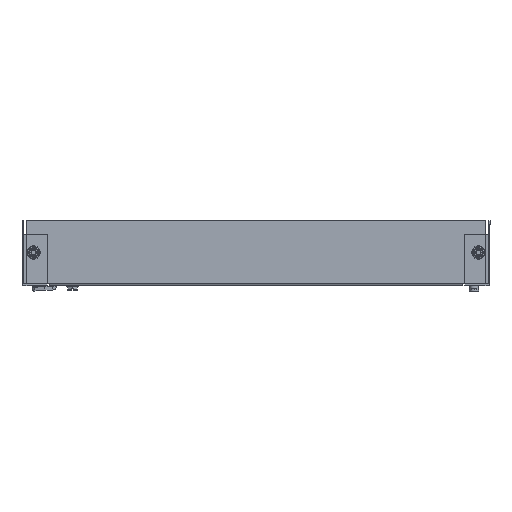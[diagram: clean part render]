
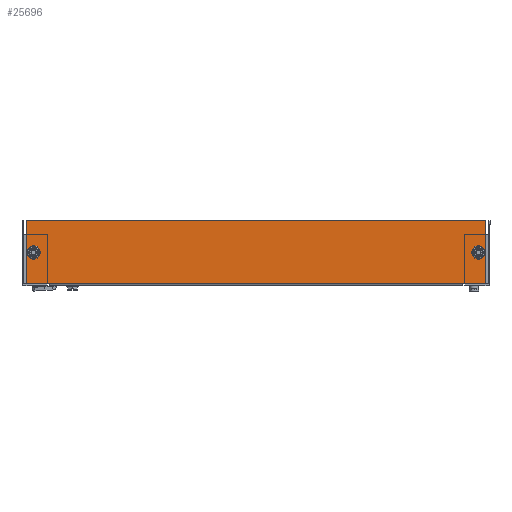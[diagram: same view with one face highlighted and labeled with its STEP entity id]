
A CAD part, front view. The second image highlights one B-rep face of the part: STEP entity #25696.
In plain terms, the highlighted face is planar.
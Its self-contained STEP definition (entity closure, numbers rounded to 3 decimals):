
#190 = ORIENTED_EDGE ( 'NONE', *, *, #6902, .F. ) ;
#191 = ORIENTED_EDGE ( 'NONE', *, *, #6903, .F. ) ;
#193 = ORIENTED_EDGE ( 'NONE', *, *, #6904, .F. ) ;
#194 = ORIENTED_EDGE ( 'NONE', *, *, #6905, .F. ) ;
#195 = ORIENTED_EDGE ( 'NONE', *, *, #6906, .F. ) ;
#196 = ORIENTED_EDGE ( 'NONE', *, *, #6907, .F. ) ;
#197 = ORIENTED_EDGE ( 'NONE', *, *, #6913, .F. ) ;
#198 = ORIENTED_EDGE ( 'NONE', *, *, #6911, .T. ) ;
#199 = ORIENTED_EDGE ( 'NONE', *, *, #6912, .F. ) ;
#200 = ORIENTED_EDGE ( 'NONE', *, *, #21969, .F. ) ;
#202 = ORIENTED_EDGE ( 'NONE', *, *, #6909, .F. ) ;
#203 = ORIENTED_EDGE ( 'NONE', *, *, #21972, .F. ) ;
#3191 = DIRECTION ( 'NONE',  ( 0., 0., 1. ) ) ;
#3196 = FACE_BOUND ( 'NONE', #23694, .T. ) ;
#3199 = CARTESIAN_POINT ( 'NONE',  ( -221., -33.75, 0. ) ) ;
#3200 = FACE_BOUND ( 'NONE', #23716, .T. ) ;
#3202 = FACE_OUTER_BOUND ( 'NONE', #23695, .T. ) ;
#3203 = PLANE ( 'NONE',  #13197 ) ;
#3205 = DIRECTION ( 'NONE',  ( 1., 0., 0. ) ) ;
#5905 = CARTESIAN_POINT ( 'NONE',  ( -221., 33.75, 0. ) ) ;
#5906 = CARTESIAN_POINT ( 'NONE',  ( -245., 33.75, 0. ) ) ;
#5907 = CARTESIAN_POINT ( 'NONE',  ( 245., 33.75, 0. ) ) ;
#6902 = EDGE_CURVE ( 'NONE', #20532, #27351, #9206, .T. ) ;
#6903 = EDGE_CURVE ( 'NONE', #27351, #27352, #9237, .T. ) ;
#6904 = EDGE_CURVE ( 'NONE', #27352, #20529, #9243, .T. ) ;
#6905 = EDGE_CURVE ( 'NONE', #20529, #20538, #9249, .T. ) ;
#6906 = EDGE_CURVE ( 'NONE', #20538, #27353, #9255, .T. ) ;
#6907 = EDGE_CURVE ( 'NONE', #27353, #20542, #9261, .T. ) ;
#6909 = EDGE_CURVE ( 'NONE', #20548, #20553, #15914, .T. ) ;
#6911 = EDGE_CURVE ( 'NONE', #20532, #20537, #9288, .T. ) ;
#6912 = EDGE_CURVE ( 'NONE', #20547, #20559, #15906, .T. ) ;
#6913 = EDGE_CURVE ( 'NONE', #20542, #20537, #9300, .T. ) ;
#9206 = LINE ( 'NONE', #9231, #15915 ) ;
#9231 = CARTESIAN_POINT ( 'NONE',  ( -221., 33.75, 0. ) ) ;
#9235 = DIRECTION ( 'NONE',  ( 0., 1., 0. ) ) ;
#9237 = LINE ( 'NONE', #9239, #15913 ) ;
#9239 = CARTESIAN_POINT ( 'NONE',  ( -221., 33.75, 0. ) ) ;
#9241 = DIRECTION ( 'NONE',  ( -1., 0., 0. ) ) ;
#9243 = LINE ( 'NONE', #9246, #15912 ) ;
#9246 = CARTESIAN_POINT ( 'NONE',  ( -245., 33.75, 0. ) ) ;
#9248 = DIRECTION ( 'NONE',  ( 0., -1., 0. ) ) ;
#9249 = LINE ( 'NONE', #9251, #15911 ) ;
#9251 = CARTESIAN_POINT ( 'NONE',  ( -221., -33.75, 0. ) ) ;
#9253 = DIRECTION ( 'NONE',  ( 1., 0., 0. ) ) ;
#9255 = LINE ( 'NONE', #9258, #15910 ) ;
#9258 = CARTESIAN_POINT ( 'NONE',  ( 245., 33.75, 0. ) ) ;
#9259 = DIRECTION ( 'NONE',  ( 0., 1., 0. ) ) ;
#9261 = LINE ( 'NONE', #9264, #15909 ) ;
#9264 = CARTESIAN_POINT ( 'NONE',  ( 221., 33.75, 0. ) ) ;
#9266 = DIRECTION ( 'NONE',  ( -1., 0., 0. ) ) ;
#9280 = CARTESIAN_POINT ( 'NONE',  ( 237.5, 0.25, 0. ) ) ;
#9282 = DIRECTION ( 'NONE',  ( 0., 0., -1. ) ) ;
#9284 = DIRECTION ( 'NONE',  ( 1., 0., 0. ) ) ;
#9288 = LINE ( 'NONE', #9292, #15904 ) ;
#9290 = CARTESIAN_POINT ( 'NONE',  ( 221., 33.75, 0. ) ) ;
#9292 = CARTESIAN_POINT ( 'NONE',  ( -221., 33.65, 0. ) ) ;
#9294 = DIRECTION ( 'NONE',  ( 1., 0., 0. ) ) ;
#9300 = LINE ( 'NONE', #9290, #15903 ) ;
#9302 = CARTESIAN_POINT ( 'NONE',  ( -237.5, 0.25, 0. ) ) ;
#9304 = DIRECTION ( 'NONE',  ( 0., 0., -1. ) ) ;
#9306 = DIRECTION ( 'NONE',  ( 1., 0., 0. ) ) ;
#9309 = DIRECTION ( 'NONE',  ( 0., -1., 0. ) ) ;
#10083 = CARTESIAN_POINT ( 'NONE',  ( -237.5, 0.25, 0. ) ) ;
#10084 = DIRECTION ( 'NONE',  ( 0., 0., -1. ) ) ;
#10085 = DIRECTION ( 'NONE',  ( 1., 0., 0. ) ) ;
#10092 = CARTESIAN_POINT ( 'NONE',  ( 237.5, 0.25, 0. ) ) ;
#10093 = DIRECTION ( 'NONE',  ( 0., 0., -1. ) ) ;
#10094 = DIRECTION ( 'NONE',  ( 1., 0., 0. ) ) ;
#11287 = CARTESIAN_POINT ( 'NONE',  ( -245., -33.75, 0. ) ) ;
#11288 = CARTESIAN_POINT ( 'NONE',  ( 221., 33.65, 0. ) ) ;
#11305 = CARTESIAN_POINT ( 'NONE',  ( -221., 33.65, 0. ) ) ;
#11308 = CARTESIAN_POINT ( 'NONE',  ( 245., -33.75, 0. ) ) ;
#11311 = CARTESIAN_POINT ( 'NONE',  ( 221., 33.75, 0. ) ) ;
#11315 = CARTESIAN_POINT ( 'NONE',  ( -242., 0.25, 0. ) ) ;
#11316 = CARTESIAN_POINT ( 'NONE',  ( 233., 0.25, 0. ) ) ;
#11321 = CARTESIAN_POINT ( 'NONE',  ( 242., 0.25, 0. ) ) ;
#11327 = CARTESIAN_POINT ( 'NONE',  ( -233., 0.25, 0. ) ) ;
#13197 = AXIS2_PLACEMENT_3D ( 'NONE', #3199, #3191, #3205 ) ;
#15901 = AXIS2_PLACEMENT_3D ( 'NONE', #9302, #9304, #9306 ) ;
#15903 = VECTOR ( 'NONE', #9309, 1000. ) ;
#15904 = VECTOR ( 'NONE', #9294, 1000. ) ;
#15905 = AXIS2_PLACEMENT_3D ( 'NONE', #9280, #9282, #9284 ) ;
#15906 = CIRCLE ( 'NONE', #15901, 4.5 ) ;
#15909 = VECTOR ( 'NONE', #9266, 1000. ) ;
#15910 = VECTOR ( 'NONE', #9259, 1000. ) ;
#15911 = VECTOR ( 'NONE', #9253, 1000. ) ;
#15912 = VECTOR ( 'NONE', #9248, 1000. ) ;
#15913 = VECTOR ( 'NONE', #9241, 1000. ) ;
#15914 = CIRCLE ( 'NONE', #15905, 4.5 ) ;
#15915 = VECTOR ( 'NONE', #9235, 1000. ) ;
#17826 = AXIS2_PLACEMENT_3D ( 'NONE', #10092, #10093, #10094 ) ;
#17831 = AXIS2_PLACEMENT_3D ( 'NONE', #10083, #10084, #10085 ) ;
#17833 = CIRCLE ( 'NONE', #17831, 4.5 ) ;
#17836 = CIRCLE ( 'NONE', #17826, 4.5 ) ;
#20529 = VERTEX_POINT ( 'NONE', #11287 ) ;
#20532 = VERTEX_POINT ( 'NONE', #11305 ) ;
#20537 = VERTEX_POINT ( 'NONE', #11288 ) ;
#20538 = VERTEX_POINT ( 'NONE', #11308 ) ;
#20542 = VERTEX_POINT ( 'NONE', #11311 ) ;
#20547 = VERTEX_POINT ( 'NONE', #11315 ) ;
#20548 = VERTEX_POINT ( 'NONE', #11316 ) ;
#20553 = VERTEX_POINT ( 'NONE', #11321 ) ;
#20559 = VERTEX_POINT ( 'NONE', #11327 ) ;
#21969 = EDGE_CURVE ( 'NONE', #20559, #20547, #17833, .T. ) ;
#21972 = EDGE_CURVE ( 'NONE', #20553, #20548, #17836, .T. ) ;
#23694 = EDGE_LOOP ( 'NONE', ( #200, #199 ) ) ;
#23695 = EDGE_LOOP ( 'NONE', ( #198, #197, #196, #195, #194, #193, #191, #190 ) ) ;
#23716 = EDGE_LOOP ( 'NONE', ( #203, #202 ) ) ;
#25696 = ADVANCED_FACE ( 'NONE', ( #3200, #3196, #3202 ), #3203, .F. ) ;
#27351 = VERTEX_POINT ( 'NONE', #5905 ) ;
#27352 = VERTEX_POINT ( 'NONE', #5906 ) ;
#27353 = VERTEX_POINT ( 'NONE', #5907 ) ;
